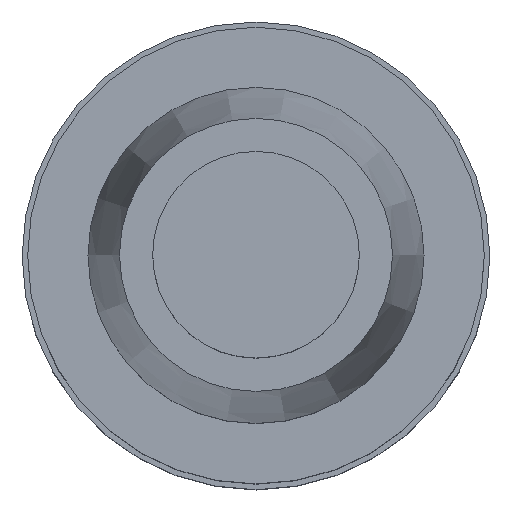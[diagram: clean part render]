
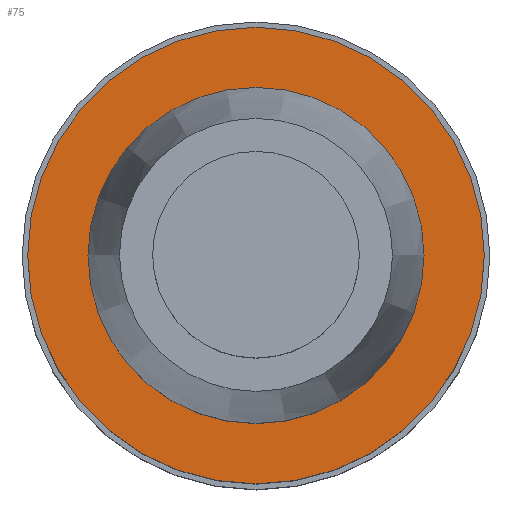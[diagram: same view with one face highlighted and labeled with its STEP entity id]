
A CAD part, top view. The second image highlights one B-rep face of the part: STEP entity #75.
In plain terms, the highlighted planar face has unit normal (0, 0, 1).
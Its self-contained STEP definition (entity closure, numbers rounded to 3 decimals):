
#64=FACE_BOUND('',#99,.T.);
#65=FACE_BOUND('',#100,.T.);
#75=ADVANCED_FACE('',(#64,#65),#83,.T.);
#83=PLANE('',#212);
#99=EDGE_LOOP('',(#117));
#100=EDGE_LOOP('',(#118));
#117=ORIENTED_EDGE('',*,*,#139,.T.);
#118=ORIENTED_EDGE('',*,*,#140,.F.);
#130=VERTEX_POINT('',#303);
#131=VERTEX_POINT('',#306);
#139=EDGE_CURVE('',#130,#130,#148,.T.);
#140=EDGE_CURVE('',#131,#131,#149,.T.);
#148=CIRCLE('',#209,5.712);
#149=CIRCLE('',#211,7.762);
#209=AXIS2_PLACEMENT_3D('',#302,#245,#246);
#211=AXIS2_PLACEMENT_3D('',#305,#249,#250);
#212=AXIS2_PLACEMENT_3D('',#307,#251,#252);
#245=DIRECTION('',(0.,0.,-1.));
#246=DIRECTION('',(-1.,0.,0.));
#249=DIRECTION('',(0.,0.,-1.));
#250=DIRECTION('',(-1.,0.,0.));
#251=DIRECTION('',(0.,0.,1.));
#252=DIRECTION('',(1.,0.,0.));
#302=CARTESIAN_POINT('',(0.,0.012,0.));
#303=CARTESIAN_POINT('',(-5.712,0.012,0.));
#305=CARTESIAN_POINT('',(0.,0.012,0.));
#306=CARTESIAN_POINT('',(-7.762,0.012,0.));
#307=CARTESIAN_POINT('',(0.,-7.75,0.));
